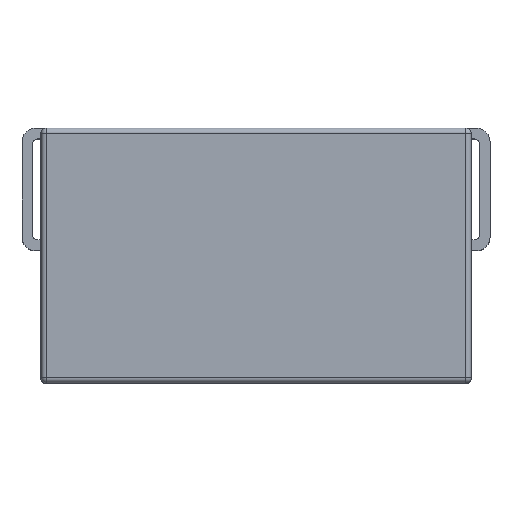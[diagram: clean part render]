
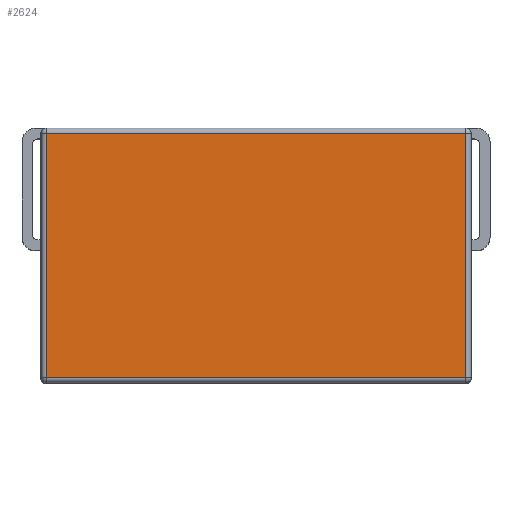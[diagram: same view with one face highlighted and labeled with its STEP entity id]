
A CAD part, top view. The second image highlights one B-rep face of the part: STEP entity #2624.
In plain terms, the highlighted planar face has unit normal (0, 0, 1).
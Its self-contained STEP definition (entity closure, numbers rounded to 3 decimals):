
#26 = CARTESIAN_POINT ( 'NONE',  ( -3.95, 4.7, 4.05 ) ) ;
#203 = CARTESIAN_POINT ( 'NONE',  ( -4.05, 0.1, 4.05 ) ) ;
#727 = ORIENTED_EDGE ( 'NONE', *, *, #3222, .T. ) ;
#1043 = CARTESIAN_POINT ( 'NONE',  ( 3.95, 0.1, 4.05 ) ) ;
#1247 = DIRECTION ( 'NONE',  ( 0., 0., -1. ) ) ;
#1505 = VERTEX_POINT ( 'NONE', #5562 ) ;
#1591 = CARTESIAN_POINT ( 'NONE',  ( -3.95, 4.8, 4.05 ) ) ;
#1614 = EDGE_CURVE ( 'NONE', #5627, #1505, #2189, .T. ) ;
#1706 = VECTOR ( 'NONE', #3498, 1000. ) ;
#1990 = CARTESIAN_POINT ( 'NONE',  ( 3.95, 4.7, 4.05 ) ) ;
#2099 = LINE ( 'NONE', #3583, #3173 ) ;
#2162 = PLANE ( 'NONE',  #5073 ) ;
#2189 = LINE ( 'NONE', #1591, #4164 ) ;
#2228 = EDGE_LOOP ( 'NONE', ( #4062, #2732, #4866, #727 ) ) ;
#2624 = ADVANCED_FACE ( 'NONE', ( #5096 ), #2162, .F. ) ;
#2732 = ORIENTED_EDGE ( 'NONE', *, *, #2954, .T. ) ;
#2756 = VERTEX_POINT ( 'NONE', #1043 ) ;
#2927 = LINE ( 'NONE', #5312, #1706 ) ;
#2954 = EDGE_CURVE ( 'NONE', #4307, #5627, #2099, .T. ) ;
#3119 = DIRECTION ( 'NONE',  ( -1., 0., 0. ) ) ;
#3173 = VECTOR ( 'NONE', #3119, 1000. ) ;
#3222 = EDGE_CURVE ( 'NONE', #1505, #2756, #4396, .T. ) ;
#3498 = DIRECTION ( 'NONE',  ( 0., 1., 0. ) ) ;
#3583 = CARTESIAN_POINT ( 'NONE',  ( -4.05, 4.7, 4.05 ) ) ;
#3992 = CARTESIAN_POINT ( 'NONE',  ( -4.05, 4.8, 4.05 ) ) ;
#4062 = ORIENTED_EDGE ( 'NONE', *, *, #4600, .T. ) ;
#4164 = VECTOR ( 'NONE', #4323, 1000. ) ;
#4245 = VECTOR ( 'NONE', #4331, 1000. ) ;
#4307 = VERTEX_POINT ( 'NONE', #1990 ) ;
#4323 = DIRECTION ( 'NONE',  ( 0., -1., 0. ) ) ;
#4331 = DIRECTION ( 'NONE',  ( 1., 0., 0. ) ) ;
#4396 = LINE ( 'NONE', #203, #4245 ) ;
#4463 = DIRECTION ( 'NONE',  ( -1., 0., 0. ) ) ;
#4600 = EDGE_CURVE ( 'NONE', #2756, #4307, #2927, .T. ) ;
#4866 = ORIENTED_EDGE ( 'NONE', *, *, #1614, .T. ) ;
#5073 = AXIS2_PLACEMENT_3D ( 'NONE', #3992, #1247, #4463 ) ;
#5096 = FACE_OUTER_BOUND ( 'NONE', #2228, .T. ) ;
#5312 = CARTESIAN_POINT ( 'NONE',  ( 3.95, 4.8, 4.05 ) ) ;
#5562 = CARTESIAN_POINT ( 'NONE',  ( -3.95, 0.1, 4.05 ) ) ;
#5627 = VERTEX_POINT ( 'NONE', #26 ) ;
